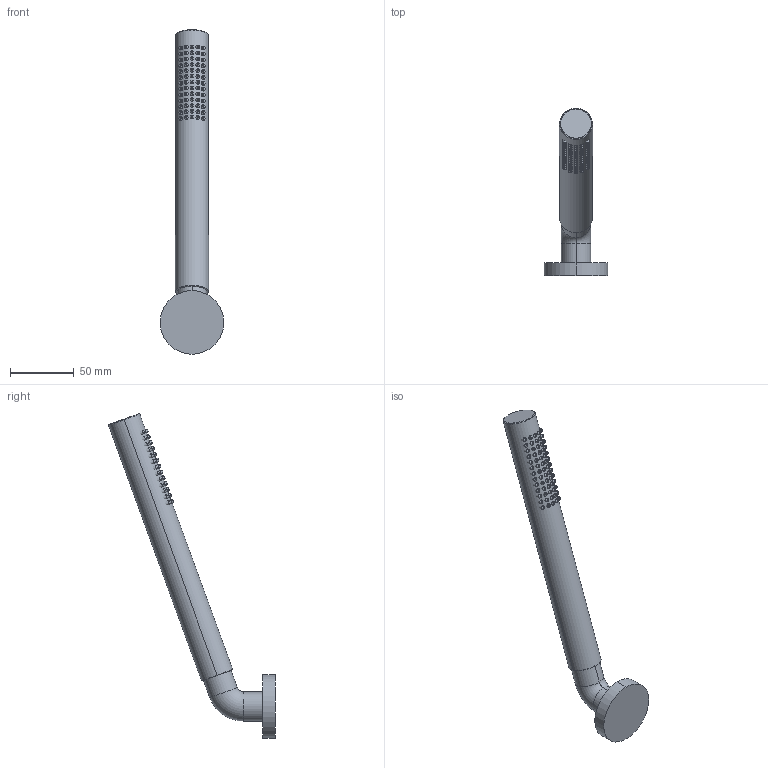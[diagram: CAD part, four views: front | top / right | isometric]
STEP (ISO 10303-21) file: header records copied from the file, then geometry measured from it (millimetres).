
FILE_DESCRIPTION (( 'STEP AP203' ), '1' );
FILE_NAME ('27702979-00.STEP', '2018-07-03T14:39:20', ( '' ), ( '' ), 'SwSTEP 2.0', 'SolidWorks 2017', '' );
FILE_SCHEMA (( 'CONFIG_CONTROL_DESIGN' ));
Length unit declared in the file: millimetre
Products named in the file (7): Planungsmodell_Handbrause-+-04.12.11.140.10_01_K1; Planungsmodell_Einsatz-+-04.12.11.140.10_03_K1; Planungsmodell_Nippel-+-36.009.780-04_ _K3_D23x28x23x110ø; Planungsmodell_Rohr_gerade-+-28.568.780-10_ _K32_50x10; 27702979-00; Planungsmodell_Koerper-+-04.12.11.140.10_04_K1; Planungsmodell_Einsatz-+-04.12.11.140.10_02_K1
Assembly tree (6 placements, depth 4):
  27702979-00
    Planungsmodell_Handbrause-+-04.12.11.140.10_01_K1
      Planungsmodell_Koerper-+-04.12.11.140.10_04_K1
      Planungsmodell_Einsatz-+-04.12.11.140.10_03_K1
        Planungsmodell_Einsatz-+-04.12.11.140.10_02_K1
    Planungsmodell_Nippel-+-36.009.780-04_ _K3_D23x28x23x110ø
    Planungsmodell_Rohr_gerade-+-28.568.780-10_ _K32_50x10
Bounding box: 50 x 131.09 x 254.97 mm (x, y, z)
Volume: 163298.4 mm3; surface area: 34642.1 mm2
Topology: 4 solids, 4 shells, 356 faces, 706 edges, 424 vertices
Faces by surface type: cylinder 142, torus 138, plane 76
Entity records: 12879 total; most frequent: CARTESIAN_POINT 4669, DIRECTION 1738, ORIENTED_EDGE 1412, AXIS2_PLACEMENT_3D 795, EDGE_CURVE 706, CIRCLE 428, VERTEX_POINT 424, EDGE_LOOP 422
